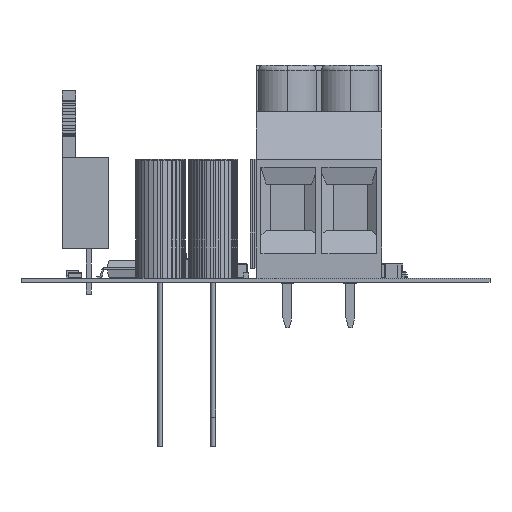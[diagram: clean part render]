
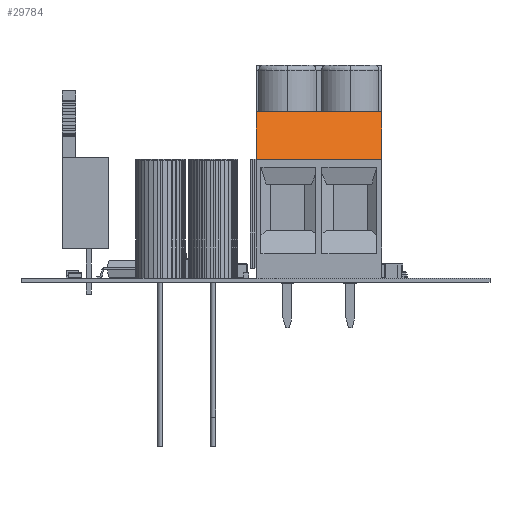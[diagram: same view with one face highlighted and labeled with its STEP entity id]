
A CAD part, left-side view. The second image highlights one B-rep face of the part: STEP entity #29784.
In plain terms, the highlighted face is planar.
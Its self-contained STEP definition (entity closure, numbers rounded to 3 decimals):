
#27859 = EDGE_CURVE('',#27860,#27862,#27864,.T.);
#27860 = VERTEX_POINT('',#27861);
#27861 = CARTESIAN_POINT('',(39.423,46.467,12.7));
#27862 = VERTEX_POINT('',#27863);
#27863 = CARTESIAN_POINT('',(39.423,46.467,0.));
#27864 = LINE('',#27865,#27866);
#27865 = CARTESIAN_POINT('',(39.423,46.467,0.));
#27866 = VECTOR('',#27867,1.);
#27867 = DIRECTION('',(0.,0.,-1.));
#28683 = VERTEX_POINT('',#28684);
#28684 = CARTESIAN_POINT('',(36.652,41.667,0.));
#28690 = EDGE_CURVE('',#27862,#28683,#28691,.T.);
#28691 = LINE('',#28692,#28693);
#28692 = CARTESIAN_POINT('',(39.702,46.95,0.));
#28693 = VECTOR('',#28694,1.);
#28694 = DIRECTION('',(-0.5,-0.866,0.));
#29784 = ADVANCED_FACE('',(#29785),#29803,.T.);
#29785 = FACE_BOUND('',#29786,.T.);
#29786 = EDGE_LOOP('',(#29787,#29795,#29801,#29802));
#29787 = ORIENTED_EDGE('',*,*,#29788,.F.);
#29788 = EDGE_CURVE('',#29789,#28683,#29791,.T.);
#29789 = VERTEX_POINT('',#29790);
#29790 = CARTESIAN_POINT('',(36.652,41.667,12.7));
#29791 = LINE('',#29792,#29793);
#29792 = CARTESIAN_POINT('',(36.652,41.667,12.7));
#29793 = VECTOR('',#29794,1.);
#29794 = DIRECTION('',(0.,0.,-1.));
#29795 = ORIENTED_EDGE('',*,*,#29796,.T.);
#29796 = EDGE_CURVE('',#29789,#27860,#29797,.T.);
#29797 = LINE('',#29798,#29799);
#29798 = CARTESIAN_POINT('',(12.596,0.,12.7));
#29799 = VECTOR('',#29800,1.);
#29800 = DIRECTION('',(0.5,0.866,0.));
#29801 = ORIENTED_EDGE('',*,*,#27859,.T.);
#29802 = ORIENTED_EDGE('',*,*,#28690,.T.);
#29803 = PLANE('',#29804);
#29804 = AXIS2_PLACEMENT_3D('',#29805,#29806,#29807);
#29805 = CARTESIAN_POINT('',(36.652,41.667,6.35));
#29806 = DIRECTION('',(-0.866,0.5,0.));
#29807 = DIRECTION('',(0.5,0.866,0.));
